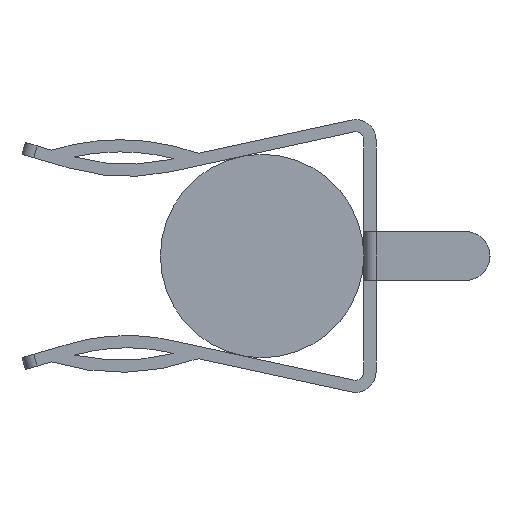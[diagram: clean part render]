
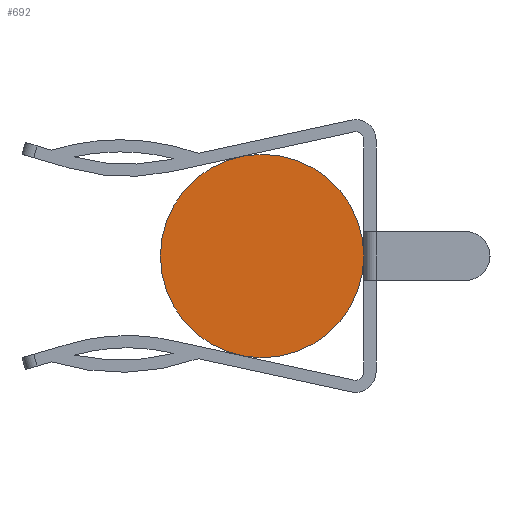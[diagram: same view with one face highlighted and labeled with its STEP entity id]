
A CAD part, left-side view. The second image highlights one B-rep face of the part: STEP entity #692.
In plain terms, the highlighted planar face has unit normal (-1, 0, 0).
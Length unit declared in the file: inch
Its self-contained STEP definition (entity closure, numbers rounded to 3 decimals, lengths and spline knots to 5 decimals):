
#17 = CIRCLE ( 'NONE', #345, 0.125 ) ;
#345 = AXIS2_PLACEMENT_3D ( 'NONE', #635, #1205, #3208 ) ;
#356 = ORIENTED_EDGE ( 'NONE', *, *, #3586, .F. ) ;
#468 = CARTESIAN_POINT ( 'NONE',  ( -0.625, 0., 0. ) ) ;
#635 = CARTESIAN_POINT ( 'NONE',  ( -0.625, 0.125, 0. ) ) ;
#659 = EDGE_LOOP ( 'NONE', ( #356, #2280 ) ) ;
#692 = ADVANCED_FACE ( 'NONE', ( #1819 ), #3569, .F. ) ;
#837 = DIRECTION ( 'NONE',  ( 1., 0., 0. ) ) ;
#855 = CARTESIAN_POINT ( 'NONE',  ( -0.625, 0.125, 0.125 ) ) ;
#1205 = DIRECTION ( 'NONE',  ( 1., 0., 0. ) ) ;
#1349 = DIRECTION ( 'NONE',  ( 0., 0., -1. ) ) ;
#1606 = DIRECTION ( 'NONE',  ( 1., 0., 0. ) ) ;
#1819 = FACE_OUTER_BOUND ( 'NONE', #659, .T. ) ;
#1972 = VERTEX_POINT ( 'NONE', #2919 ) ;
#2099 = VERTEX_POINT ( 'NONE', #855 ) ;
#2180 = AXIS2_PLACEMENT_3D ( 'NONE', #3665, #837, #2582 ) ;
#2230 = EDGE_CURVE ( 'NONE', #1972, #2099, #17, .T. ) ;
#2280 = ORIENTED_EDGE ( 'NONE', *, *, #2230, .F. ) ;
#2563 = CIRCLE ( 'NONE', #2180, 0.125 ) ;
#2582 = DIRECTION ( 'NONE',  ( 0., 0., -1. ) ) ;
#2866 = AXIS2_PLACEMENT_3D ( 'NONE', #468, #1606, #1349 ) ;
#2919 = CARTESIAN_POINT ( 'NONE',  ( -0.625, 0.125, -0.125 ) ) ;
#3208 = DIRECTION ( 'NONE',  ( 0., 0., -1. ) ) ;
#3569 = PLANE ( 'NONE',  #2866 ) ;
#3586 = EDGE_CURVE ( 'NONE', #2099, #1972, #2563, .T. ) ;
#3665 = CARTESIAN_POINT ( 'NONE',  ( -0.625, 0.125, 0. ) ) ;
